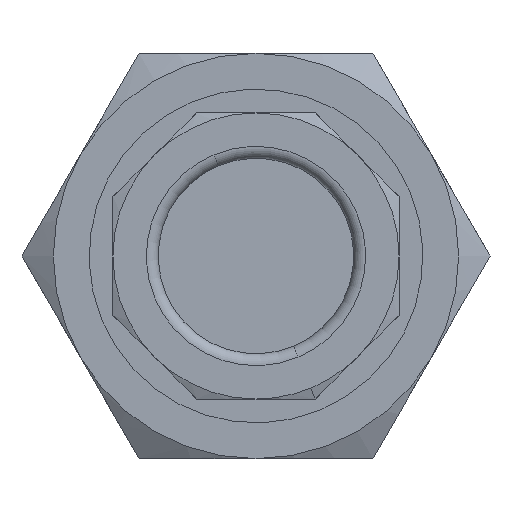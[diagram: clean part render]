
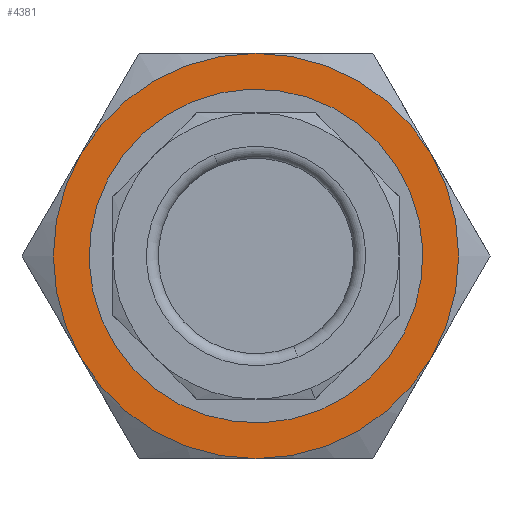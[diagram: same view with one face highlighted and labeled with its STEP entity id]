
A CAD part, front view. The second image highlights one B-rep face of the part: STEP entity #4381.
In plain terms, the highlighted planar face has unit normal (0, -1, 0).
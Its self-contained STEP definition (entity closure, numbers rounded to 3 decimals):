
#241 = EDGE_CURVE ( 'NONE', #4751, #4752, #1525, .T. ) ;
#245 = EDGE_CURVE ( 'NONE', #4752, #4751, #1531, .T. ) ;
#246 = EDGE_CURVE ( 'NONE', #4740, #4750, #1537, .T. ) ;
#473 = CARTESIAN_POINT ( 'NONE',  ( 0., -29., 0. ) ) ;
#474 = DIRECTION ( 'NONE',  ( 0., 1., 0. ) ) ;
#475 = DIRECTION ( 'NONE',  ( 0., 0., -1. ) ) ;
#482 = CARTESIAN_POINT ( 'NONE',  ( 0., -29., 0. ) ) ;
#483 = DIRECTION ( 'NONE',  ( 0., 1., 0. ) ) ;
#484 = DIRECTION ( 'NONE',  ( 0., 0., -1. ) ) ;
#487 = CARTESIAN_POINT ( 'NONE',  ( 0., -29., 0. ) ) ;
#488 = DIRECTION ( 'NONE',  ( 0., -1., 0. ) ) ;
#489 = DIRECTION ( 'NONE',  ( 0., 0., -1. ) ) ;
#564 = CARTESIAN_POINT ( 'NONE',  ( 0., -29., 0. ) ) ;
#565 = DIRECTION ( 'NONE',  ( 0., -1., 0. ) ) ;
#566 = DIRECTION ( 'NONE',  ( 0., 0., -1. ) ) ;
#1213 = CARTESIAN_POINT ( 'NONE',  ( 0., -29., 0. ) ) ;
#1214 = DIRECTION ( 'NONE',  ( 0., -1., 0. ) ) ;
#1215 = DIRECTION ( 'NONE',  ( 0., 0., -1. ) ) ;
#1525 = CIRCLE ( 'NONE', #2663, 6.8 ) ;
#1531 = CIRCLE ( 'NONE', #2664, 6.8 ) ;
#1537 = CIRCLE ( 'NONE', #2665, 8.5 ) ;
#1546 = CIRCLE ( 'NONE', #2679, 8.5 ) ;
#1600 = CIRCLE ( 'NONE', #2701, 8.5 ) ;
#1860 = CARTESIAN_POINT ( 'NONE',  ( 0., -29., 0. ) ) ;
#1861 = DIRECTION ( 'NONE',  ( 0., -1., 0. ) ) ;
#1862 = DIRECTION ( 'NONE',  ( 0., 0., -1. ) ) ;
#1865 = CARTESIAN_POINT ( 'NONE',  ( 0., -29., 0. ) ) ;
#1866 = DIRECTION ( 'NONE',  ( 0., -1., 0. ) ) ;
#1867 = DIRECTION ( 'NONE',  ( 0., 0., -1. ) ) ;
#1869 = CARTESIAN_POINT ( 'NONE',  ( 0., -29., 0. ) ) ;
#1870 = DIRECTION ( 'NONE',  ( 0., -1., 0. ) ) ;
#1871 = DIRECTION ( 'NONE',  ( 0., 0., -1. ) ) ;
#2022 = FACE_BOUND ( 'NONE', #4234, .T. ) ;
#2023 = FACE_OUTER_BOUND ( 'NONE', #4370, .T. ) ;
#2383 = CIRCLE ( 'NONE', #5035, 8.5 ) ;
#2384 = CIRCLE ( 'NONE', #5036, 8.5 ) ;
#2385 = CIRCLE ( 'NONE', #5037, 8.5 ) ;
#2486 = AXIS2_PLACEMENT_3D ( 'NONE', #3364, #3365, #3366 ) ;
#2582 = EDGE_CURVE ( 'NONE', #4759, #4740, #1546, .T. ) ;
#2663 = AXIS2_PLACEMENT_3D ( 'NONE', #473, #474, #475 ) ;
#2664 = AXIS2_PLACEMENT_3D ( 'NONE', #482, #483, #484 ) ;
#2665 = AXIS2_PLACEMENT_3D ( 'NONE', #487, #488, #489 ) ;
#2679 = AXIS2_PLACEMENT_3D ( 'NONE', #564, #565, #566 ) ;
#2701 = AXIS2_PLACEMENT_3D ( 'NONE', #1213, #1214, #1215 ) ;
#3357 = PLANE ( 'NONE',  #2486 ) ;
#3364 = CARTESIAN_POINT ( 'NONE',  ( 0., -29., 0. ) ) ;
#3365 = DIRECTION ( 'NONE',  ( 0., -1., 0. ) ) ;
#3366 = DIRECTION ( 'NONE',  ( 0., 0., -1. ) ) ;
#3837 = CARTESIAN_POINT ( 'NONE',  ( 0., -29., -8.5 ) ) ;
#3847 = CARTESIAN_POINT ( 'NONE',  ( 7.361, -29., -4.25 ) ) ;
#3848 = CARTESIAN_POINT ( 'NONE',  ( 0., -29., -6.8 ) ) ;
#3849 = CARTESIAN_POINT ( 'NONE',  ( 0., -29., 6.8 ) ) ;
#3853 = CARTESIAN_POINT ( 'NONE',  ( 7.361, -29., 4.25 ) ) ;
#3854 = CARTESIAN_POINT ( 'NONE',  ( 0., -29., 8.5 ) ) ;
#3855 = CARTESIAN_POINT ( 'NONE',  ( -7.361, -29., 4.25 ) ) ;
#3856 = CARTESIAN_POINT ( 'NONE',  ( -7.361, -29., -4.25 ) ) ;
#3974 = EDGE_CURVE ( 'NONE', #4750, #4756, #1600, .T. ) ;
#4098 = EDGE_CURVE ( 'NONE', #4756, #4757, #2383, .T. ) ;
#4099 = EDGE_CURVE ( 'NONE', #4757, #4758, #2384, .T. ) ;
#4100 = EDGE_CURVE ( 'NONE', #4758, #4759, #2385, .T. ) ;
#4234 = EDGE_LOOP ( 'NONE', ( #4549, #4550 ) ) ;
#4370 = EDGE_LOOP ( 'NONE', ( #4551, #4552, #4553, #4554, #4555, #4556 ) ) ;
#4381 = ADVANCED_FACE ( 'NONE', ( #2022, #2023 ), #3357, .T. ) ;
#4549 = ORIENTED_EDGE ( 'NONE', *, *, #241, .T. ) ;
#4550 = ORIENTED_EDGE ( 'NONE', *, *, #245, .T. ) ;
#4551 = ORIENTED_EDGE ( 'NONE', *, *, #246, .T. ) ;
#4552 = ORIENTED_EDGE ( 'NONE', *, *, #3974, .T. ) ;
#4553 = ORIENTED_EDGE ( 'NONE', *, *, #4098, .T. ) ;
#4554 = ORIENTED_EDGE ( 'NONE', *, *, #4099, .T. ) ;
#4555 = ORIENTED_EDGE ( 'NONE', *, *, #4100, .T. ) ;
#4556 = ORIENTED_EDGE ( 'NONE', *, *, #2582, .T. ) ;
#4740 = VERTEX_POINT ( 'NONE', #3837 ) ;
#4750 = VERTEX_POINT ( 'NONE', #3847 ) ;
#4751 = VERTEX_POINT ( 'NONE', #3848 ) ;
#4752 = VERTEX_POINT ( 'NONE', #3849 ) ;
#4756 = VERTEX_POINT ( 'NONE', #3853 ) ;
#4757 = VERTEX_POINT ( 'NONE', #3854 ) ;
#4758 = VERTEX_POINT ( 'NONE', #3855 ) ;
#4759 = VERTEX_POINT ( 'NONE', #3856 ) ;
#5035 = AXIS2_PLACEMENT_3D ( 'NONE', #1860, #1861, #1862 ) ;
#5036 = AXIS2_PLACEMENT_3D ( 'NONE', #1865, #1866, #1867 ) ;
#5037 = AXIS2_PLACEMENT_3D ( 'NONE', #1869, #1870, #1871 ) ;
